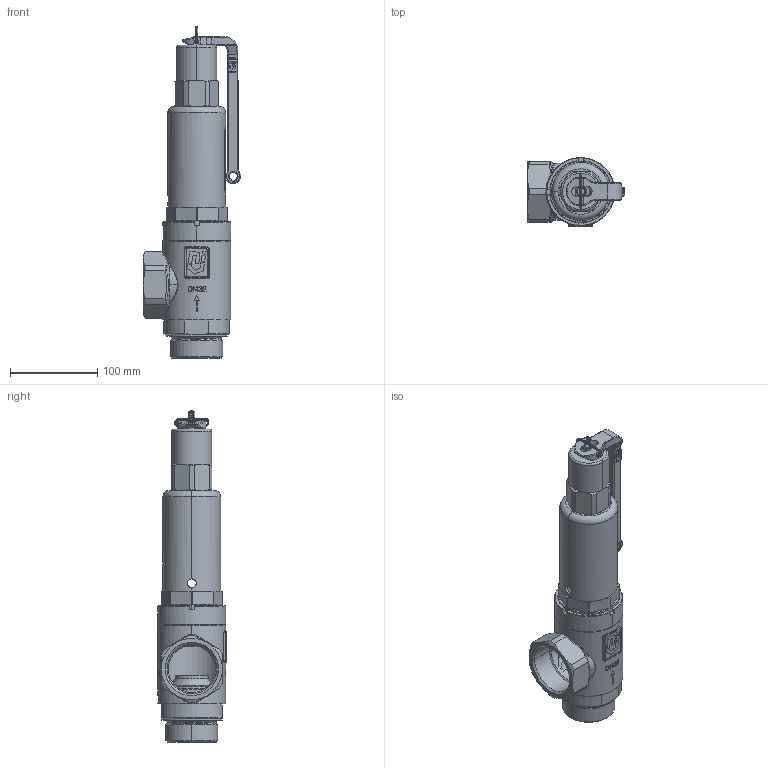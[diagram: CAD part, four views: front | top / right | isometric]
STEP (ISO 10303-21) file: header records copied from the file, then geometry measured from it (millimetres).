
FILE_DESCRIPTION(('HOOPS Exchange Step'),'2;1');
FILE_NAME('SV04-08-06-10-DN50-AG-Hebel.stp','2026-01-23T09:30:36+01:00',('nieru'),('Unknown organisation'),'HOOPS Exchange 2024.2','HOOPS Exchange','Unknown authorisation');
FILE_SCHEMA( ('AP203_CONFIGURATION_CONTROLLED_3D_DESIGN_OF_MECHANICAL_PARTS_AND_ASSEMBLIES_MIM_LF') );
Length unit declared in the file: millimetre
Products named in the file (2): 0; root
Assembly tree (1 placements, depth 2):
  root
    0
Bounding box: 111.2 x 78.5 x 379.61 mm (x, y, z)
Volume: 520075.9 mm3; surface area: 204502.7 mm2
Topology: 10 solids, 10 shells, 935 faces, 2346 edges, 1467 vertices
Faces by surface type: plane 347, cylinder 251, bspline 132, cone 98, torus 97, sphere 10
Entity records: 40260 total; most frequent: CARTESIAN_POINT 19237, ORIENTED_EDGE 4692, DIRECTION 3886, EDGE_CURVE 2346, AXIS2_PLACEMENT_3D 1467, VERTEX_POINT 1467, EDGE_LOOP 1001, FACE_BOUND 1001
